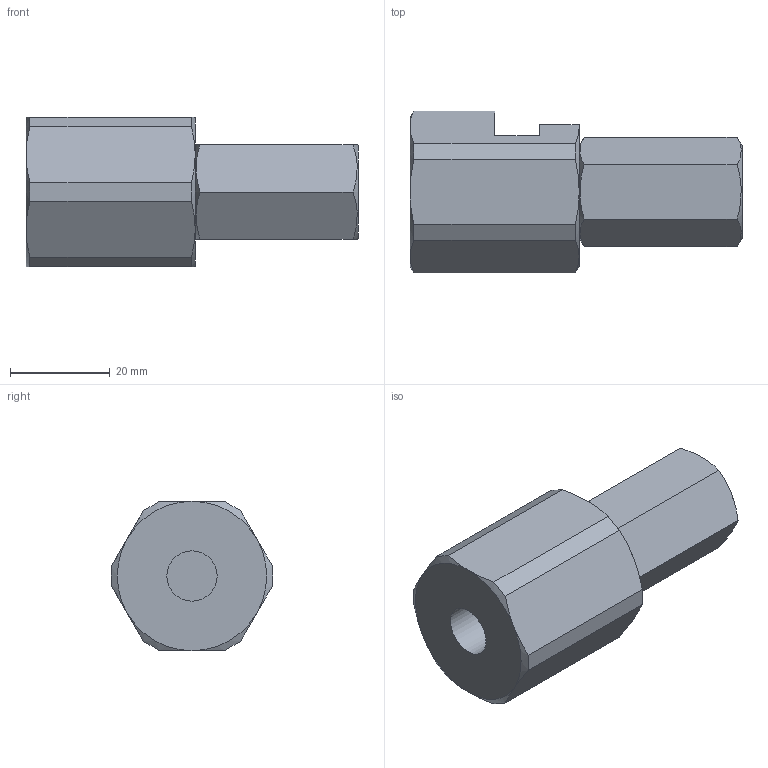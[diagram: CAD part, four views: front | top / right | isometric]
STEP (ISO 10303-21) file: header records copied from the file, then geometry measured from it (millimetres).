
FILE_DESCRIPTION( ( 'STEP AP214' ), '1' );
FILE_NAME( 'K0709.12.stp', '2020-12-09T12:29:37', ( '' ), ( '' ), ' ', 'PARTsolutions', ' ' );
FILE_SCHEMA( ( 'AUTOMOTIVE_DESIGN { 1 0 10303 214 1 1 1 1 }' ) );
Length unit declared in the file: millimetre
Products named in the file (3): K0709.12; _K0709.12_kupplung; _23450-12_klaue
Assembly tree (2 placements, depth 2):
  K0709.12
    _K0709.12_kupplung
    _23450-12_klaue
Bounding box: 66.7 x 32.5 x 30 mm (x, y, z)
Volume: 29732.6 mm3; surface area: 10752.4 mm2
Topology: 2 solids, 2 shells, 53 faces, 125 edges, 78 vertices
Faces by surface type: plane 30, cone 17, cylinder 6
Full cylindrical faces by diameter (mm): 10 x1, 10.106 x2, 18.5 x1
Entity records: 2145 total; most frequent: CARTESIAN_POINT 557, ORIENTED_EDGE 232, DIRECTION 207, EDGE_CURVE 116, AXIS2_PLACEMENT_3D 84, VERTEX_POINT 78, EDGE_LOOP 65, FACE_OUTER_BOUND 57
